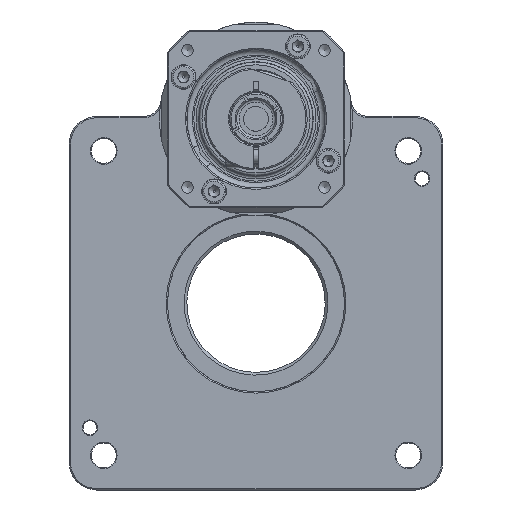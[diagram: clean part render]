
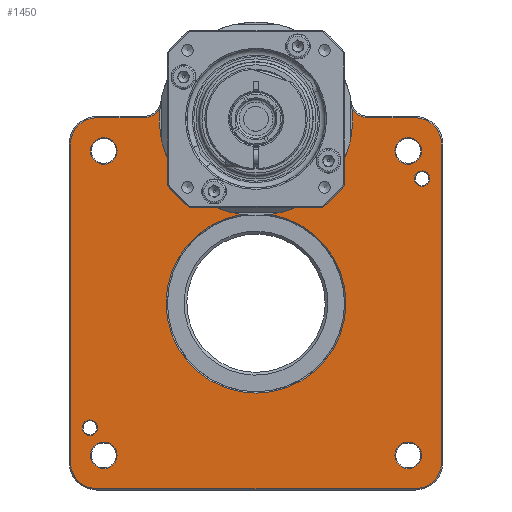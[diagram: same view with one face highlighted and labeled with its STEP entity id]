
A CAD part, front view. The second image highlights one B-rep face of the part: STEP entity #1450.
In plain terms, the highlighted planar face has unit normal (0, -1, 0).
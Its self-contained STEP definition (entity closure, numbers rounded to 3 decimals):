
#360=CARTESIAN_POINT('',(55.,0.,-50.2));
#361=VERTEX_POINT('',#360);
#362=CARTESIAN_POINT('',(55.,0.,-55.0));
#363=DIRECTION('',(0.0,1.0,0.0));
#364=DIRECTION('',(0.0,0.0,1.0));
#365=AXIS2_PLACEMENT_3D('',#362,#363,#364);
#366=CIRCLE('',#365,4.8);
#367=EDGE_CURVE('',#361,#361,#366,.T.);
#388=CARTESIAN_POINT('',(55.,0.,59.8));
#389=VERTEX_POINT('',#388);
#390=CARTESIAN_POINT('',(55.,0.,55.0));
#391=DIRECTION('',(0.0,1.0,0.0));
#392=DIRECTION('',(0.0,0.0,1.0));
#393=AXIS2_PLACEMENT_3D('',#390,#391,#392);
#394=CIRCLE('',#393,4.8);
#395=EDGE_CURVE('',#389,#389,#394,.T.);
#416=CARTESIAN_POINT('',(-55.,0.,59.8));
#417=VERTEX_POINT('',#416);
#418=CARTESIAN_POINT('',(-55.,0.,55.0));
#419=DIRECTION('',(0.0,1.0,0.0));
#420=DIRECTION('',(0.0,0.0,1.0));
#421=AXIS2_PLACEMENT_3D('',#418,#419,#420);
#422=CIRCLE('',#421,4.8);
#423=EDGE_CURVE('',#417,#417,#422,.T.);
#444=CARTESIAN_POINT('',(-55.,0.,-50.2));
#445=VERTEX_POINT('',#444);
#446=CARTESIAN_POINT('',(-55.,0.,-55.0));
#447=DIRECTION('',(0.0,1.0,0.0));
#448=DIRECTION('',(0.0,0.0,1.0));
#449=AXIS2_PLACEMENT_3D('',#446,#447,#448);
#450=CIRCLE('',#449,4.8);
#451=EDGE_CURVE('',#445,#445,#450,.T.);
#472=CARTESIAN_POINT('',(0.0,0.0,88.1));
#473=VERTEX_POINT('',#472);
#474=CARTESIAN_POINT('',(0.0,0.0,66.6));
#475=DIRECTION('',(0.0,1.0,0.0));
#476=DIRECTION('',(0.0,0.0,1.0));
#477=AXIS2_PLACEMENT_3D('',#474,#475,#476);
#478=CIRCLE('',#477,21.5);
#479=EDGE_CURVE('',#473,#473,#478,.T.);
#500=CARTESIAN_POINT('',(0.,0.0,32.5));
#501=VERTEX_POINT('',#500);
#502=CARTESIAN_POINT('',(0.0,0.0,0.0));
#503=DIRECTION('',(0.0,1.0,0.0));
#504=DIRECTION('',(0.0,0.0,1.0));
#505=AXIS2_PLACEMENT_3D('',#502,#503,#504);
#506=CIRCLE('',#505,32.5);
#507=EDGE_CURVE('',#501,#501,#506,.T.);
#666=CARTESIAN_POINT('',(60.,0.,47.8));
#667=VERTEX_POINT('',#666);
#668=CARTESIAN_POINT('',(60.,0.,45.0));
#669=DIRECTION('',(0.0,1.0,0.0));
#670=DIRECTION('',(0.0,0.0,1.0));
#671=AXIS2_PLACEMENT_3D('',#668,#669,#670);
#672=CIRCLE('',#671,2.8);
#673=EDGE_CURVE('',#667,#667,#672,.T.);
#722=CARTESIAN_POINT('',(-60.,0.,-42.2));
#723=VERTEX_POINT('',#722);
#724=CARTESIAN_POINT('',(-60.,0.,-45.0));
#725=DIRECTION('',(0.0,1.0,0.0));
#726=DIRECTION('',(0.0,0.0,1.0));
#727=AXIS2_PLACEMENT_3D('',#724,#725,#726);
#728=CIRCLE('',#727,2.8);
#729=EDGE_CURVE('',#723,#723,#728,.T.);
#802=CARTESIAN_POINT('',(5.296,0.,98.287));
#803=VERTEX_POINT('',#802);
#804=CARTESIAN_POINT('',(5.296,0.,96.637));
#805=DIRECTION('',(0.0,-1.0,0.0));
#806=DIRECTION('',(0.0,0.0,1.0));
#807=AXIS2_PLACEMENT_3D('',#804,#805,#806);
#808=CIRCLE('',#807,1.65);
#809=EDGE_CURVE('',#803,#803,#808,.T.);
#839=CARTESIAN_POINT('',(30.037,0.,62.954));
#840=VERTEX_POINT('',#839);
#841=CARTESIAN_POINT('',(30.037,0.,61.304));
#842=DIRECTION('',(0.0,-1.0,0.0));
#843=DIRECTION('',(0.0,0.0,1.0));
#844=AXIS2_PLACEMENT_3D('',#841,#842,#843);
#845=CIRCLE('',#844,1.65);
#846=EDGE_CURVE('',#840,#840,#845,.T.);
#876=CARTESIAN_POINT('',(-30.037,0.,73.546));
#877=VERTEX_POINT('',#876);
#878=CARTESIAN_POINT('',(-30.037,0.,71.896));
#879=DIRECTION('',(0.0,-1.0,0.0));
#880=DIRECTION('',(0.0,0.0,1.0));
#881=AXIS2_PLACEMENT_3D('',#878,#879,#880);
#882=CIRCLE('',#881,1.65);
#883=EDGE_CURVE('',#877,#877,#882,.T.);
#1013=CARTESIAN_POINT('',(-5.296,0.,38.213));
#1014=VERTEX_POINT('',#1013);
#1015=CARTESIAN_POINT('',(-5.296,0.,36.563));
#1016=DIRECTION('',(0.0,-1.0,0.0));
#1017=DIRECTION('',(0.0,0.0,1.0));
#1018=AXIS2_PLACEMENT_3D('',#1015,#1016,#1017);
#1019=CIRCLE('',#1018,1.65);
#1020=EDGE_CURVE('',#1014,#1014,#1019,.T.);
#1304=CARTESIAN_POINT('',(0.0,0.0,0.0));
#1305=DIRECTION('',(0.0,-1.0,0.0));
#1306=DIRECTION('',(0.0,0.0,-1.0));
#1307=AXIS2_PLACEMENT_3D('',#1304,#1305,#1306);
#1308=PLANE('',#1307);
#1309=CARTESIAN_POINT('',(67.,0.,57.5));
#1310=VERTEX_POINT('',#1309);
#1311=CARTESIAN_POINT('',(57.5,0.,67.));
#1312=VERTEX_POINT('',#1311);
#1313=CARTESIAN_POINT('',(57.5,0.,57.5));
#1314=DIRECTION('',(0.0,-1.0,0.0));
#1315=DIRECTION('',(0.0,0.0,1.0));
#1316=AXIS2_PLACEMENT_3D('',#1313,#1314,#1315);
#1317=CIRCLE('',#1316,9.5);
#1318=EDGE_CURVE('',#1310,#1312,#1317,.T.);
#1319=ORIENTED_EDGE('',*,*,#1318,.T.);
#1320=CARTESIAN_POINT('',(40.415,0.,67.0));
#1321=VERTEX_POINT('',#1320);
#1322=CARTESIAN_POINT('',(57.5,0.,67.0));
#1323=DIRECTION('',(-1.0,0.0,0.0));
#1324=VECTOR('',#1323,17.085);
#1325=LINE('',#1322,#1324);
#1326=EDGE_CURVE('',#1312,#1321,#1325,.T.);
#1327=ORIENTED_EDGE('',*,*,#1326,.T.);
#1328=CARTESIAN_POINT('',(34.008,0.,72.406));
#1329=VERTEX_POINT('',#1328);
#1330=CARTESIAN_POINT('',(40.415,0.,73.5));
#1331=DIRECTION('',(0.0,1.0,0.0));
#1332=DIRECTION('',(0.0,0.0,1.0));
#1333=AXIS2_PLACEMENT_3D('',#1330,#1331,#1332);
#1334=CIRCLE('',#1333,6.5);
#1335=EDGE_CURVE('',#1321,#1329,#1334,.T.);
#1336=ORIENTED_EDGE('',*,*,#1335,.T.);
#1337=CARTESIAN_POINT('',(-34.008,0.,72.406));
#1338=VERTEX_POINT('',#1337);
#1339=CARTESIAN_POINT('',(0.0,0.0,66.6));
#1340=DIRECTION('',(0.0,-1.0,0.0));
#1341=DIRECTION('',(0.0,0.0,1.0));
#1342=AXIS2_PLACEMENT_3D('',#1339,#1340,#1341);
#1343=CIRCLE('',#1342,34.5);
#1344=EDGE_CURVE('',#1329,#1338,#1343,.T.);
#1345=ORIENTED_EDGE('',*,*,#1344,.T.);
#1346=CARTESIAN_POINT('',(-40.415,0.,67.0));
#1347=VERTEX_POINT('',#1346);
#1348=CARTESIAN_POINT('',(-40.415,0.,73.5));
#1349=DIRECTION('',(0.0,1.0,0.0));
#1350=DIRECTION('',(0.0,0.0,1.0));
#1351=AXIS2_PLACEMENT_3D('',#1348,#1349,#1350);
#1352=CIRCLE('',#1351,6.5);
#1353=EDGE_CURVE('',#1338,#1347,#1352,.T.);
#1354=ORIENTED_EDGE('',*,*,#1353,.T.);
#1355=CARTESIAN_POINT('',(-57.5,0.,67.0));
#1356=VERTEX_POINT('',#1355);
#1357=CARTESIAN_POINT('',(-40.415,0.,67.0));
#1358=DIRECTION('',(-1.0,0.0,0.0));
#1359=VECTOR('',#1358,17.085);
#1360=LINE('',#1357,#1359);
#1361=EDGE_CURVE('',#1347,#1356,#1360,.T.);
#1362=ORIENTED_EDGE('',*,*,#1361,.T.);
#1363=CARTESIAN_POINT('',(-67.,0.,57.5));
#1364=VERTEX_POINT('',#1363);
#1365=CARTESIAN_POINT('',(-57.5,0.,57.5));
#1366=DIRECTION('',(0.0,-1.0,0.0));
#1367=DIRECTION('',(0.0,0.0,1.0));
#1368=AXIS2_PLACEMENT_3D('',#1365,#1366,#1367);
#1369=CIRCLE('',#1368,9.5);
#1370=EDGE_CURVE('',#1356,#1364,#1369,.T.);
#1371=ORIENTED_EDGE('',*,*,#1370,.T.);
#1372=CARTESIAN_POINT('',(-67.,0.,-57.5));
#1373=VERTEX_POINT('',#1372);
#1374=CARTESIAN_POINT('',(-67.,0.,57.5));
#1375=DIRECTION('',(0.0,0.0,-1.0));
#1376=VECTOR('',#1375,115.);
#1377=LINE('',#1374,#1376);
#1378=EDGE_CURVE('',#1364,#1373,#1377,.T.);
#1379=ORIENTED_EDGE('',*,*,#1378,.T.);
#1380=CARTESIAN_POINT('',(-57.5,0.,-67.0));
#1381=VERTEX_POINT('',#1380);
#1382=CARTESIAN_POINT('',(-57.5,0.,-57.5));
#1383=DIRECTION('',(0.0,-1.0,0.0));
#1384=DIRECTION('',(0.0,0.0,1.0));
#1385=AXIS2_PLACEMENT_3D('',#1382,#1383,#1384);
#1386=CIRCLE('',#1385,9.5);
#1387=EDGE_CURVE('',#1373,#1381,#1386,.T.);
#1388=ORIENTED_EDGE('',*,*,#1387,.T.);
#1389=CARTESIAN_POINT('',(57.5,0.,-67.0));
#1390=VERTEX_POINT('',#1389);
#1391=CARTESIAN_POINT('',(-57.5,0.,-67.0));
#1392=DIRECTION('',(1.0,0.0,0.0));
#1393=VECTOR('',#1392,115.);
#1394=LINE('',#1391,#1393);
#1395=EDGE_CURVE('',#1381,#1390,#1394,.T.);
#1396=ORIENTED_EDGE('',*,*,#1395,.T.);
#1397=CARTESIAN_POINT('',(67.,0.,-57.5));
#1398=VERTEX_POINT('',#1397);
#1399=CARTESIAN_POINT('',(57.5,0.,-57.5));
#1400=DIRECTION('',(0.0,-1.0,0.0));
#1401=DIRECTION('',(0.0,0.0,1.0));
#1402=AXIS2_PLACEMENT_3D('',#1399,#1400,#1401);
#1403=CIRCLE('',#1402,9.5);
#1404=EDGE_CURVE('',#1390,#1398,#1403,.T.);
#1405=ORIENTED_EDGE('',*,*,#1404,.T.);
#1406=CARTESIAN_POINT('',(67.,0.,-57.5));
#1407=DIRECTION('',(0.0,0.0,1.0));
#1408=VECTOR('',#1407,115.0);
#1409=LINE('',#1406,#1408);
#1410=EDGE_CURVE('',#1398,#1310,#1409,.T.);
#1411=ORIENTED_EDGE('',*,*,#1410,.T.);
#1412=EDGE_LOOP('',(#1319,#1327,#1336,#1345,#1354,#1362,#1371,#1379,#1388,#1396,#1405,#1411));
#1413=FACE_OUTER_BOUND('',#1412,.T.);
#1414=ORIENTED_EDGE('',*,*,#451,.T.);
#1415=EDGE_LOOP('',(#1414));
#1416=FACE_BOUND('',#1415,.T.);
#1417=ORIENTED_EDGE('',*,*,#423,.T.);
#1418=EDGE_LOOP('',(#1417));
#1419=FACE_BOUND('',#1418,.T.);
#1420=ORIENTED_EDGE('',*,*,#395,.T.);
#1421=EDGE_LOOP('',(#1420));
#1422=FACE_BOUND('',#1421,.T.);
#1423=ORIENTED_EDGE('',*,*,#367,.T.);
#1424=EDGE_LOOP('',(#1423));
#1425=FACE_BOUND('',#1424,.T.);
#1426=ORIENTED_EDGE('',*,*,#479,.T.);
#1427=EDGE_LOOP('',(#1426));
#1428=FACE_BOUND('',#1427,.T.);
#1429=ORIENTED_EDGE('',*,*,#507,.T.);
#1430=EDGE_LOOP('',(#1429));
#1431=FACE_BOUND('',#1430,.T.);
#1432=ORIENTED_EDGE('',*,*,#729,.T.);
#1433=EDGE_LOOP('',(#1432));
#1434=FACE_BOUND('',#1433,.T.);
#1435=ORIENTED_EDGE('',*,*,#673,.T.);
#1436=EDGE_LOOP('',(#1435));
#1437=FACE_BOUND('',#1436,.T.);
#1438=ORIENTED_EDGE('',*,*,#883,.F.);
#1439=EDGE_LOOP('',(#1438));
#1440=FACE_BOUND('',#1439,.T.);
#1441=ORIENTED_EDGE('',*,*,#1020,.F.);
#1442=EDGE_LOOP('',(#1441));
#1443=FACE_BOUND('',#1442,.T.);
#1444=ORIENTED_EDGE('',*,*,#846,.F.);
#1445=EDGE_LOOP('',(#1444));
#1446=FACE_BOUND('',#1445,.T.);
#1447=ORIENTED_EDGE('',*,*,#809,.F.);
#1448=EDGE_LOOP('',(#1447));
#1449=FACE_BOUND('',#1448,.T.);
#1450=ADVANCED_FACE('',(#1413,#1416,#1419,#1422,#1425,#1428,#1431,#1434,#1437,#1440,#1443,#1446,#1449),#1308,.T.);
